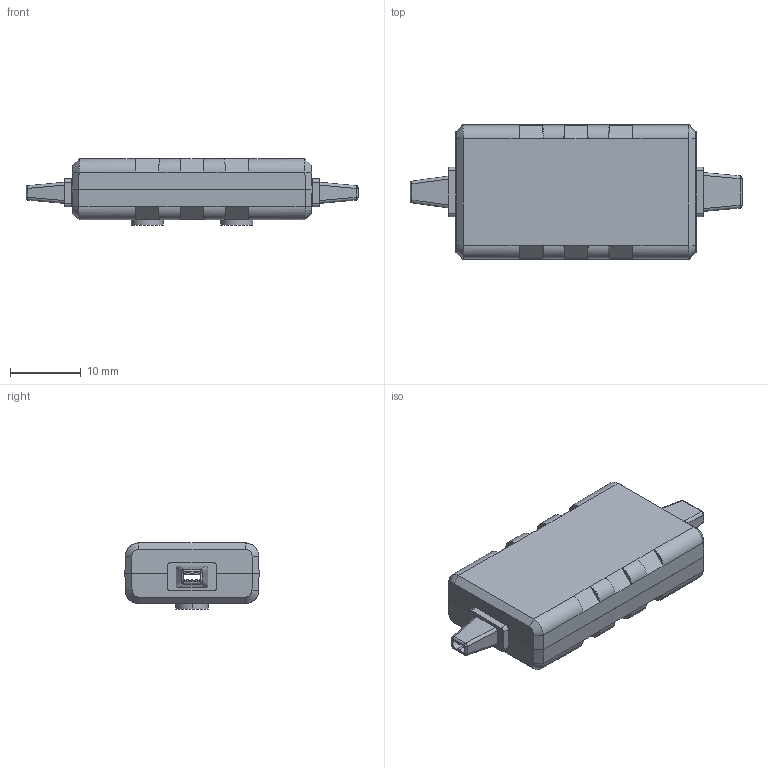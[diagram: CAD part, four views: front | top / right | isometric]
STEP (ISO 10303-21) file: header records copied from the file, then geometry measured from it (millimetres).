
FILE_DESCRIPTION (( 'STEP AP203' ), '1' );
FILE_NAME ('276-2193-000.STEP', '2012-05-14T15:31:19', ( '' ), ( '' ), 'SwSTEP 2.0', 'SolidWorks 2011', '' );
FILE_SCHEMA (( 'CONFIG_CONTROL_DESIGN' ));
Length unit declared in the file: inch
Products named in the file (6): 276-2193-000; 276-2193-002; 276-2193-004; 276-2193-005; 276-2193-003; 276-2193-001
Assembly tree (5 placements, depth 2):
  276-2193-000
    276-2193-004
    276-2193-002
    276-2193-005
    276-2193-003
    276-2193-001
Bounding box: 47 x 19 x 9.36 mm (x, y, z)
Volume: 1783.1 mm3; surface area: 6212.4 mm2
Topology: 4 solids, 6 shells, 472 faces, 1256 edges, 818 vertices
Faces by surface type: plane 354, cylinder 86, bspline 24, cone 8
Entity records: 16493 total; most frequent: CARTESIAN_POINT 4499, ORIENTED_EDGE 2480, DIRECTION 2097, EDGE_CURVE 1256, VECTOR 1003, LINE 1003, VERTEX_POINT 818, AXIS2_PLACEMENT_3D 547
